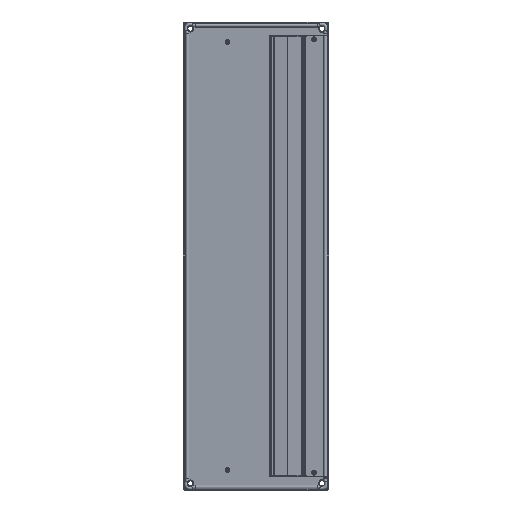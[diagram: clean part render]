
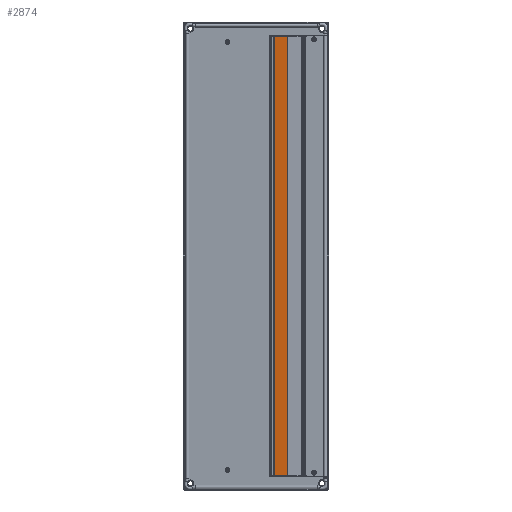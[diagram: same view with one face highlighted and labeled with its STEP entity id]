
A CAD part, front view. The second image highlights one B-rep face of the part: STEP entity #2874.
In plain terms, the highlighted face is planar.
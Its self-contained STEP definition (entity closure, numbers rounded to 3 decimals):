
#222 = EDGE_LOOP ( 'NONE', ( #4988, #4286, #7615, #3320 ) ) ;
#346 = LINE ( 'NONE', #4276, #6034 ) ;
#497 = EDGE_CURVE ( 'NONE', #8491, #2664, #1462, .T. ) ;
#1094 = DIRECTION ( 'NONE',  ( -0.032, 0.999, 0. ) ) ;
#1168 = CARTESIAN_POINT ( 'NONE',  ( 3.5, 0.9, -1095. ) ) ;
#1271 = VECTOR ( 'NONE', #3334, 1000. ) ;
#1351 = CARTESIAN_POINT ( 'NONE',  ( 37.5, 2., -1095. ) ) ;
#1392 = CARTESIAN_POINT ( 'NONE',  ( 37.5, 2., -1095. ) ) ;
#1462 = LINE ( 'NONE', #1351, #1271 ) ;
#1545 = CARTESIAN_POINT ( 'NONE',  ( 3.5, 0.9, 0. ) ) ;
#2372 = EDGE_CURVE ( 'NONE', #2664, #2811, #2767, .T. ) ;
#2664 = VERTEX_POINT ( 'NONE', #5429 ) ;
#2767 = LINE ( 'NONE', #3984, #8068 ) ;
#2811 = VERTEX_POINT ( 'NONE', #1545 ) ;
#2874 = ADVANCED_FACE ( 'NONE', ( #8273 ), #7007, .T. ) ;
#3104 = LINE ( 'NONE', #3353, #7492 ) ;
#3320 = ORIENTED_EDGE ( 'NONE', *, *, #8006, .T. ) ;
#3334 = DIRECTION ( 'NONE',  ( 0., 0., 1. ) ) ;
#3353 = CARTESIAN_POINT ( 'NONE',  ( 37.5, 2., -1095. ) ) ;
#3759 = VERTEX_POINT ( 'NONE', #1168 ) ;
#3984 = CARTESIAN_POINT ( 'NONE',  ( 37.5, 2., 0. ) ) ;
#4016 = DIRECTION ( 'NONE',  ( -0.999, -0.032, 0. ) ) ;
#4276 = CARTESIAN_POINT ( 'NONE',  ( 3.5, 0.9, -1095. ) ) ;
#4286 = ORIENTED_EDGE ( 'NONE', *, *, #497, .F. ) ;
#4950 = DIRECTION ( 'NONE',  ( 0., 0., 1. ) ) ;
#4988 = ORIENTED_EDGE ( 'NONE', *, *, #2372, .F. ) ;
#5429 = CARTESIAN_POINT ( 'NONE',  ( 37.5, 2., 0. ) ) ;
#5877 = AXIS2_PLACEMENT_3D ( 'NONE', #6263, #1094, #7638 ) ;
#6034 = VECTOR ( 'NONE', #4950, 1000. ) ;
#6263 = CARTESIAN_POINT ( 'NONE',  ( 37.5, 2., -1095. ) ) ;
#7007 = PLANE ( 'NONE',  #5877 ) ;
#7492 = VECTOR ( 'NONE', #7996, 1000. ) ;
#7615 = ORIENTED_EDGE ( 'NONE', *, *, #8462, .T. ) ;
#7638 = DIRECTION ( 'NONE',  ( -0.999, -0.032, 0. ) ) ;
#7996 = DIRECTION ( 'NONE',  ( -0.999, -0.032, 0. ) ) ;
#8006 = EDGE_CURVE ( 'NONE', #3759, #2811, #346, .T. ) ;
#8068 = VECTOR ( 'NONE', #4016, 1000. ) ;
#8273 = FACE_OUTER_BOUND ( 'NONE', #222, .T. ) ;
#8462 = EDGE_CURVE ( 'NONE', #8491, #3759, #3104, .T. ) ;
#8491 = VERTEX_POINT ( 'NONE', #1392 ) ;
